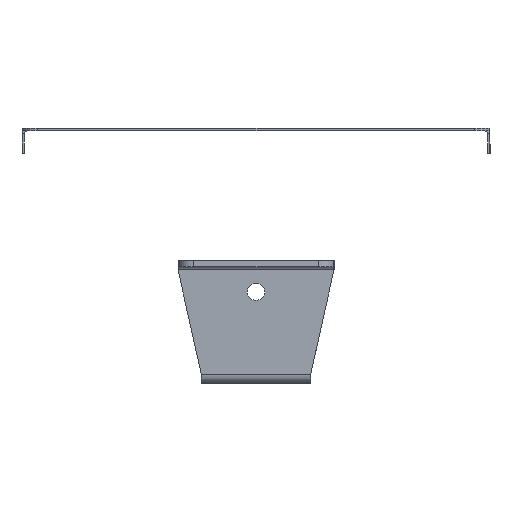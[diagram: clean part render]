
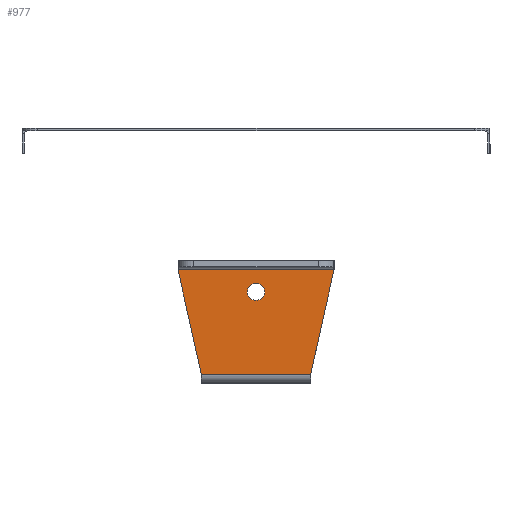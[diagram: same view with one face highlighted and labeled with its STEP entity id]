
A CAD part, left-side view. The second image highlights one B-rep face of the part: STEP entity #977.
In plain terms, the highlighted planar face has unit normal (-1, 0, 0).
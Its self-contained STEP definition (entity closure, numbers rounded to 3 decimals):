
#57 = VECTOR ( 'NONE', #5765, 1000. ) ;
#112 = DIRECTION ( 'NONE',  ( 0., 0., 1. ) ) ;
#300 = VERTEX_POINT ( 'NONE', #3332 ) ;
#364 = CIRCLE ( 'NONE', #1877, 2.75 ) ;
#365 = DIRECTION ( 'NONE',  ( 0., 0., 1. ) ) ;
#452 = EDGE_CURVE ( 'NONE', #300, #2702, #364, .T. ) ;
#696 = CARTESIAN_POINT ( 'NONE',  ( -2., 25., -3. ) ) ;
#977 = ADVANCED_FACE ( 'NONE', ( #1761, #4354 ), #3911, .T. ) ;
#998 = VERTEX_POINT ( 'NONE', #2108 ) ;
#999 = VECTOR ( 'NONE', #1926, 1000. ) ;
#1007 = VECTOR ( 'NONE', #2481, 1000. ) ;
#1082 = ORIENTED_EDGE ( 'NONE', *, *, #3521, .F. ) ;
#1186 = LINE ( 'NONE', #4376, #57 ) ;
#1194 = DIRECTION ( 'NONE',  ( 0., -1., 0. ) ) ;
#1246 = ORIENTED_EDGE ( 'NONE', *, *, #2279, .T. ) ;
#1525 = EDGE_CURVE ( 'NONE', #998, #3724, #1186, .T. ) ;
#1527 = EDGE_LOOP ( 'NONE', ( #1246, #4357, #2137, #2976 ) ) ;
#1573 = CARTESIAN_POINT ( 'NONE',  ( -2., -17.5, -36.5 ) ) ;
#1645 = DIRECTION ( 'NONE',  ( -1., 0., 0. ) ) ;
#1712 = ORIENTED_EDGE ( 'NONE', *, *, #452, .F. ) ;
#1741 = CARTESIAN_POINT ( 'NONE',  ( -2., 0., -10. ) ) ;
#1761 = FACE_BOUND ( 'NONE', #3489, .T. ) ;
#1854 = VECTOR ( 'NONE', #1194, 1000. ) ;
#1877 = AXIS2_PLACEMENT_3D ( 'NONE', #1741, #3569, #2090 ) ;
#1926 = DIRECTION ( 'NONE',  ( 0., 0.218, -0.976 ) ) ;
#2090 = DIRECTION ( 'NONE',  ( 0., 0., 1. ) ) ;
#2108 = CARTESIAN_POINT ( 'NONE',  ( -2., 17.5, -36.5 ) ) ;
#2137 = ORIENTED_EDGE ( 'NONE', *, *, #4756, .F. ) ;
#2175 = CARTESIAN_POINT ( 'NONE',  ( -2., 25., 0. ) ) ;
#2204 = CARTESIAN_POINT ( 'NONE',  ( -2., 25., -3. ) ) ;
#2219 = VERTEX_POINT ( 'NONE', #1573 ) ;
#2279 = EDGE_CURVE ( 'NONE', #998, #2219, #2546, .T. ) ;
#2332 = LINE ( 'NONE', #5136, #999 ) ;
#2481 = DIRECTION ( 'NONE',  ( 0., -1., 0. ) ) ;
#2489 = AXIS2_PLACEMENT_3D ( 'NONE', #4202, #4600, #112 ) ;
#2537 = AXIS2_PLACEMENT_3D ( 'NONE', #2175, #1645, #365 ) ;
#2546 = LINE ( 'NONE', #4717, #1007 ) ;
#2702 = VERTEX_POINT ( 'NONE', #3854 ) ;
#2976 = ORIENTED_EDGE ( 'NONE', *, *, #1525, .F. ) ;
#3019 = VERTEX_POINT ( 'NONE', #3619 ) ;
#3332 = CARTESIAN_POINT ( 'NONE',  ( -2., 0., -12.75 ) ) ;
#3489 = EDGE_LOOP ( 'NONE', ( #1712, #1082 ) ) ;
#3521 = EDGE_CURVE ( 'NONE', #2702, #300, #5728, .T. ) ;
#3569 = DIRECTION ( 'NONE',  ( -1., 0., 0. ) ) ;
#3619 = CARTESIAN_POINT ( 'NONE',  ( -2., -25., -3. ) ) ;
#3724 = VERTEX_POINT ( 'NONE', #696 ) ;
#3854 = CARTESIAN_POINT ( 'NONE',  ( -2., 0., -7.25 ) ) ;
#3911 = PLANE ( 'NONE',  #2537 ) ;
#4202 = CARTESIAN_POINT ( 'NONE',  ( -2., 0., -10. ) ) ;
#4354 = FACE_OUTER_BOUND ( 'NONE', #1527, .T. ) ;
#4357 = ORIENTED_EDGE ( 'NONE', *, *, #4363, .F. ) ;
#4363 = EDGE_CURVE ( 'NONE', #3019, #2219, #2332, .T. ) ;
#4376 = CARTESIAN_POINT ( 'NONE',  ( -2., 25.64, -0.143 ) ) ;
#4475 = LINE ( 'NONE', #2204, #1854 ) ;
#4600 = DIRECTION ( 'NONE',  ( -1., 0., 0. ) ) ;
#4717 = CARTESIAN_POINT ( 'NONE',  ( -2., 25., -36.5 ) ) ;
#4756 = EDGE_CURVE ( 'NONE', #3724, #3019, #4475, .T. ) ;
#5136 = CARTESIAN_POINT ( 'NONE',  ( -2., -23.253, -10.803 ) ) ;
#5728 = CIRCLE ( 'NONE', #2489, 2.75 ) ;
#5765 = DIRECTION ( 'NONE',  ( 0., 0.218, 0.976 ) ) ;
